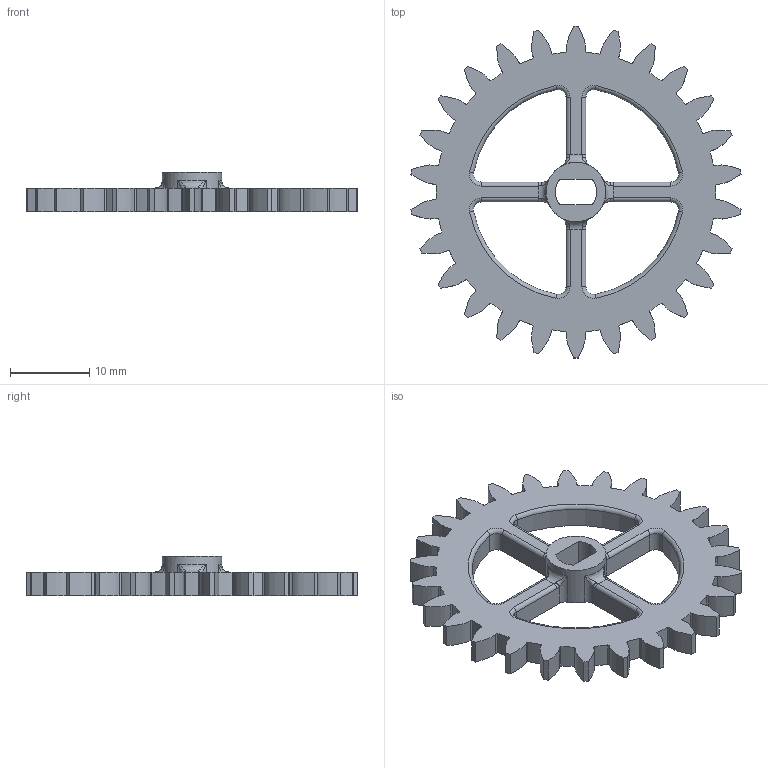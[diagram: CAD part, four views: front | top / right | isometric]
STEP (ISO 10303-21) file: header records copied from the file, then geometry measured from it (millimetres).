
FILE_DESCRIPTION(/* description */ ('Unknown'),/* implementation_level */ '2;1');
FILE_NAME(/* name */ 'Pastorek',/* time_stamp */ '2021-05-06T17:36:30+02:00',/* author */ ('Unknown'),/* organization */ ('Unknown'),/* preprocessor_version */ 'ST-DEVELOPER v16.7',/* originating_system */ 'Solid Edge',/* authorisation */ 'Unknown');
FILE_SCHEMA (('AUTOMOTIVE_DESIGN {1 0 10303 214 3 1 1}'));
Length unit declared in the file: millimetre
Products named in the file (1): Pastorek
Bounding box: 41.57 x 41.81 x 5 mm (x, y, z)
Volume: 2198.2 mm3; surface area: 2721.1 mm2
Topology: 1 solids, 1 shells, 233 faces, 670 edges, 428 vertices
Faces by surface type: cylinder 108, bspline 68, plane 41, torus 16
Full cylindrical faces by diameter (mm): 5.2 x1, 7.5 x1
Entity records: 8852 total; most frequent: CARTESIAN_POINT 3034, ORIENTED_EDGE 1316, DIRECTION 1104, EDGE_CURVE 658, VERTEX_POINT 426, AXIS2_PLACEMENT_3D 416, LINE 272, VECTOR 272
